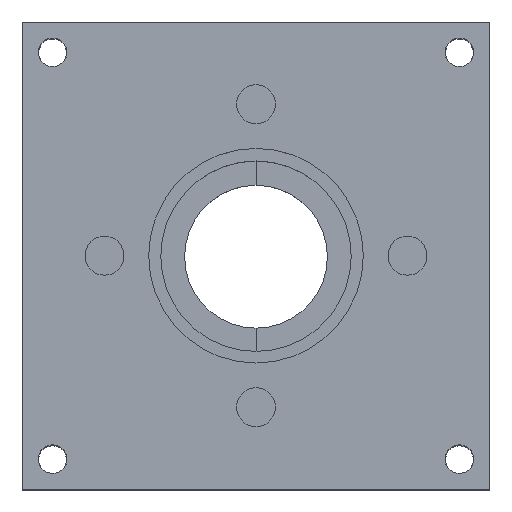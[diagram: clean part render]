
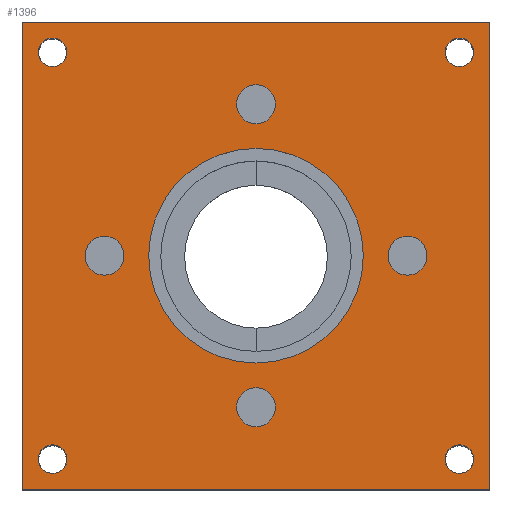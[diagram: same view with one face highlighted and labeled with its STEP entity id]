
A CAD part, top view. The second image highlights one B-rep face of the part: STEP entity #1396.
In plain terms, the highlighted free-form (B-spline) face has degree [1, 1] with [2, 2] control points.
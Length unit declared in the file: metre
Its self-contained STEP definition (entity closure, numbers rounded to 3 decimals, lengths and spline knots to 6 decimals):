
#64=LINE('',#2559,#120);
#68=LINE('',#2570,#124);
#71=LINE('',#2579,#127);
#73=LINE('',#2675,#129);
#120=VECTOR('',#1762,1.);
#124=VECTOR('',#1766,1.);
#127=VECTOR('',#1769,1.);
#129=VECTOR('',#1807,1.);
#155=B_SPLINE_SURFACE_WITH_KNOTS('',1,1,((#2676,#2677),(#2678,#2679)),
 .PLANE_SURF.,.F.,.F.,.F.,(2,2),(2,2),(0.,1.),(0.,1.),.UNSPECIFIED.);
#559=ORIENTED_EDGE('',*,*,#737,.F.);
#560=ORIENTED_EDGE('',*,*,#799,.F.);
#561=ORIENTED_EDGE('',*,*,#741,.F.);
#562=ORIENTED_EDGE('',*,*,#797,.F.);
#563=ORIENTED_EDGE('',*,*,#745,.F.);
#564=ORIENTED_EDGE('',*,*,#795,.F.);
#565=ORIENTED_EDGE('',*,*,#749,.F.);
#566=ORIENTED_EDGE('',*,*,#793,.F.);
#567=ORIENTED_EDGE('',*,*,#753,.F.);
#568=ORIENTED_EDGE('',*,*,#791,.F.);
#569=ORIENTED_EDGE('',*,*,#757,.F.);
#570=ORIENTED_EDGE('',*,*,#789,.F.);
#571=ORIENTED_EDGE('',*,*,#761,.F.);
#572=ORIENTED_EDGE('',*,*,#787,.F.);
#573=ORIENTED_EDGE('',*,*,#765,.F.);
#574=ORIENTED_EDGE('',*,*,#785,.F.);
#575=ORIENTED_EDGE('',*,*,#769,.F.);
#576=ORIENTED_EDGE('',*,*,#783,.F.);
#577=ORIENTED_EDGE('',*,*,#775,.F.);
#578=ORIENTED_EDGE('',*,*,#779,.T.);
#579=ORIENTED_EDGE('',*,*,#782,.T.);
#580=ORIENTED_EDGE('',*,*,#802,.F.);
#737=EDGE_CURVE('',#893,#894,#999,.T.);
#741=EDGE_CURVE('',#897,#898,#1001,.T.);
#745=EDGE_CURVE('',#901,#902,#1003,.T.);
#749=EDGE_CURVE('',#905,#906,#1005,.T.);
#753=EDGE_CURVE('',#909,#910,#1007,.T.);
#757=EDGE_CURVE('',#913,#914,#1009,.T.);
#761=EDGE_CURVE('',#917,#918,#1011,.T.);
#765=EDGE_CURVE('',#921,#922,#1013,.T.);
#769=EDGE_CURVE('',#925,#926,#1015,.T.);
#775=EDGE_CURVE('',#931,#932,#64,.T.);
#779=EDGE_CURVE('',#931,#934,#68,.T.);
#782=EDGE_CURVE('',#934,#936,#71,.T.);
#783=EDGE_CURVE('',#926,#925,#1017,.T.);
#785=EDGE_CURVE('',#922,#921,#1019,.T.);
#787=EDGE_CURVE('',#918,#917,#1021,.T.);
#789=EDGE_CURVE('',#914,#913,#1023,.T.);
#791=EDGE_CURVE('',#910,#909,#1025,.T.);
#793=EDGE_CURVE('',#906,#905,#1027,.T.);
#795=EDGE_CURVE('',#902,#901,#1029,.T.);
#797=EDGE_CURVE('',#898,#897,#1031,.T.);
#799=EDGE_CURVE('',#894,#893,#1033,.T.);
#802=EDGE_CURVE('',#932,#936,#73,.T.);
#893=VERTEX_POINT('',#2397);
#894=VERTEX_POINT('',#2398);
#897=VERTEX_POINT('',#2415);
#898=VERTEX_POINT('',#2416);
#901=VERTEX_POINT('',#2433);
#902=VERTEX_POINT('',#2434);
#905=VERTEX_POINT('',#2451);
#906=VERTEX_POINT('',#2452);
#909=VERTEX_POINT('',#2469);
#910=VERTEX_POINT('',#2470);
#913=VERTEX_POINT('',#2487);
#914=VERTEX_POINT('',#2488);
#917=VERTEX_POINT('',#2505);
#918=VERTEX_POINT('',#2506);
#921=VERTEX_POINT('',#2523);
#922=VERTEX_POINT('',#2524);
#925=VERTEX_POINT('',#2541);
#926=VERTEX_POINT('',#2542);
#931=VERTEX_POINT('',#2558);
#932=VERTEX_POINT('',#2560);
#934=VERTEX_POINT('',#2569);
#936=VERTEX_POINT('',#2578);
#999=CIRCLE('',#1512,0.00165);
#1001=CIRCLE('',#1514,0.00165);
#1003=CIRCLE('',#1516,0.00165);
#1005=CIRCLE('',#1518,0.00165);
#1007=CIRCLE('',#1520,0.00225);
#1009=CIRCLE('',#1522,0.00225);
#1011=CIRCLE('',#1524,0.00225);
#1013=CIRCLE('',#1526,0.00225);
#1015=CIRCLE('',#1528,0.0124);
#1017=CIRCLE('',#1530,0.0124);
#1019=CIRCLE('',#1532,0.00225);
#1021=CIRCLE('',#1534,0.00225);
#1023=CIRCLE('',#1536,0.00225);
#1025=CIRCLE('',#1538,0.00225);
#1027=CIRCLE('',#1540,0.00165);
#1029=CIRCLE('',#1542,0.00165);
#1031=CIRCLE('',#1544,0.00165);
#1033=CIRCLE('',#1546,0.00165);
#1135=EDGE_LOOP('',(#559,#560));
#1136=EDGE_LOOP('',(#561,#562));
#1137=EDGE_LOOP('',(#563,#564));
#1138=EDGE_LOOP('',(#565,#566));
#1139=EDGE_LOOP('',(#567,#568));
#1140=EDGE_LOOP('',(#569,#570));
#1141=EDGE_LOOP('',(#571,#572));
#1142=EDGE_LOOP('',(#573,#574));
#1143=EDGE_LOOP('',(#575,#576));
#1144=EDGE_LOOP('',(#577,#578,#579,#580));
#1255=FACE_BOUND('',#1135,.T.);
#1256=FACE_BOUND('',#1136,.T.);
#1257=FACE_BOUND('',#1137,.T.);
#1258=FACE_BOUND('',#1138,.T.);
#1259=FACE_BOUND('',#1139,.T.);
#1260=FACE_BOUND('',#1140,.T.);
#1261=FACE_BOUND('',#1141,.T.);
#1262=FACE_BOUND('',#1142,.T.);
#1263=FACE_BOUND('',#1143,.T.);
#1264=FACE_BOUND('',#1144,.T.);
#1396=ADVANCED_FACE('',(#1255,#1256,#1257,#1258,#1259,#1260,#1261,#1262,
#1263,#1264),#155,.T.);
#1512=AXIS2_PLACEMENT_3D('',#2396,#1724,#1725);
#1514=AXIS2_PLACEMENT_3D('',#2414,#1728,#1729);
#1516=AXIS2_PLACEMENT_3D('',#2432,#1732,#1733);
#1518=AXIS2_PLACEMENT_3D('',#2450,#1736,#1737);
#1520=AXIS2_PLACEMENT_3D('',#2468,#1740,#1741);
#1522=AXIS2_PLACEMENT_3D('',#2486,#1744,#1745);
#1524=AXIS2_PLACEMENT_3D('',#2504,#1748,#1749);
#1526=AXIS2_PLACEMENT_3D('',#2522,#1752,#1753);
#1528=AXIS2_PLACEMENT_3D('',#2540,#1756,#1757);
#1530=AXIS2_PLACEMENT_3D('',#2588,#1770,#1771);
#1532=AXIS2_PLACEMENT_3D('',#2598,#1774,#1775);
#1534=AXIS2_PLACEMENT_3D('',#2608,#1778,#1779);
#1536=AXIS2_PLACEMENT_3D('',#2618,#1782,#1783);
#1538=AXIS2_PLACEMENT_3D('',#2628,#1786,#1787);
#1540=AXIS2_PLACEMENT_3D('',#2638,#1790,#1791);
#1542=AXIS2_PLACEMENT_3D('',#2648,#1794,#1795);
#1544=AXIS2_PLACEMENT_3D('',#2658,#1798,#1799);
#1546=AXIS2_PLACEMENT_3D('',#2668,#1802,#1803);
#1724=DIRECTION('',(0.,0.,1.));
#1725=DIRECTION('',(1.,0.,0.));
#1728=DIRECTION('',(0.,0.,1.));
#1729=DIRECTION('',(1.,0.,0.));
#1732=DIRECTION('',(0.,0.,1.));
#1733=DIRECTION('',(1.,0.,0.));
#1736=DIRECTION('',(0.,0.,1.));
#1737=DIRECTION('',(1.,0.,0.));
#1740=DIRECTION('',(0.,0.,1.));
#1741=DIRECTION('',(1.,0.,0.));
#1744=DIRECTION('',(0.,0.,1.));
#1745=DIRECTION('',(1.,0.,0.));
#1748=DIRECTION('',(0.,0.,1.));
#1749=DIRECTION('',(1.,0.,0.));
#1752=DIRECTION('',(0.,0.,1.));
#1753=DIRECTION('',(1.,0.,0.));
#1756=DIRECTION('',(0.,0.,1.));
#1757=DIRECTION('',(1.,0.,0.));
#1762=DIRECTION('',(-1.,0.,0.));
#1766=DIRECTION('',(0.,1.,0.));
#1769=DIRECTION('',(-1.,0.,0.));
#1770=DIRECTION('',(0.,0.,1.));
#1771=DIRECTION('',(1.,0.,0.));
#1774=DIRECTION('',(0.,0.,1.));
#1775=DIRECTION('',(1.,0.,0.));
#1778=DIRECTION('',(0.,0.,1.));
#1779=DIRECTION('',(1.,0.,0.));
#1782=DIRECTION('',(0.,0.,1.));
#1783=DIRECTION('',(1.,0.,0.));
#1786=DIRECTION('',(0.,0.,1.));
#1787=DIRECTION('',(1.,0.,0.));
#1790=DIRECTION('',(0.,0.,1.));
#1791=DIRECTION('',(1.,0.,0.));
#1794=DIRECTION('',(0.,0.,1.));
#1795=DIRECTION('',(1.,0.,0.));
#1798=DIRECTION('',(0.,0.,1.));
#1799=DIRECTION('',(1.,0.,0.));
#1802=DIRECTION('',(0.,0.,1.));
#1803=DIRECTION('',(1.,0.,0.));
#1807=DIRECTION('',(0.,1.,0.));
#2396=CARTESIAN_POINT('',(0.0235,0.0235,0.003));
#2397=CARTESIAN_POINT('',(0.02185,0.0235,0.003));
#2398=CARTESIAN_POINT('',(0.02515,0.0235,0.003));
#2414=CARTESIAN_POINT('',(-0.0235,0.0235,0.003));
#2415=CARTESIAN_POINT('',(-0.02515,0.0235,0.003));
#2416=CARTESIAN_POINT('',(-0.02185,0.0235,0.003));
#2432=CARTESIAN_POINT('',(-0.0235,-0.0235,0.003));
#2433=CARTESIAN_POINT('',(-0.02515,-0.0235,0.003));
#2434=CARTESIAN_POINT('',(-0.02185,-0.0235,0.003));
#2450=CARTESIAN_POINT('',(0.0235,-0.0235,0.003));
#2451=CARTESIAN_POINT('',(0.02185,-0.0235,0.003));
#2452=CARTESIAN_POINT('',(0.02515,-0.0235,0.003));
#2468=CARTESIAN_POINT('',(0.0175,0.,0.003));
#2469=CARTESIAN_POINT('',(0.01525,0.,0.003));
#2470=CARTESIAN_POINT('',(0.01975,0.,0.003));
#2486=CARTESIAN_POINT('',(0.,-0.0175,0.003));
#2487=CARTESIAN_POINT('',(-0.00225,-0.0175,0.003));
#2488=CARTESIAN_POINT('',(0.00225,-0.0175,0.003));
#2504=CARTESIAN_POINT('',(-0.0175,0.,0.003));
#2505=CARTESIAN_POINT('',(-0.01975,0.,0.003));
#2506=CARTESIAN_POINT('',(-0.01525,0.,0.003));
#2522=CARTESIAN_POINT('',(0.,0.0175,0.003));
#2523=CARTESIAN_POINT('',(-0.00225,0.0175,0.003));
#2524=CARTESIAN_POINT('',(0.00225,0.0175,0.003));
#2540=CARTESIAN_POINT('',(0.,0.,0.003));
#2541=CARTESIAN_POINT('',(-0.0124,0.,0.003));
#2542=CARTESIAN_POINT('',(0.0124,0.,0.003));
#2558=CARTESIAN_POINT('',(0.027,-0.027,0.003));
#2559=CARTESIAN_POINT('',(0.,-0.027,0.003));
#2560=CARTESIAN_POINT('',(-0.027,-0.027,0.003));
#2569=CARTESIAN_POINT('',(0.027,0.027,0.003));
#2570=CARTESIAN_POINT('',(0.027,0.,0.003));
#2578=CARTESIAN_POINT('',(-0.027,0.027,0.003));
#2579=CARTESIAN_POINT('',(0.,0.027,0.003));
#2588=CARTESIAN_POINT('',(0.,0.,0.003));
#2598=CARTESIAN_POINT('',(0.,0.0175,0.003));
#2608=CARTESIAN_POINT('',(-0.0175,0.,0.003));
#2618=CARTESIAN_POINT('',(0.,-0.0175,0.003));
#2628=CARTESIAN_POINT('',(0.0175,0.,0.003));
#2638=CARTESIAN_POINT('',(0.0235,-0.0235,0.003));
#2648=CARTESIAN_POINT('',(-0.0235,-0.0235,0.003));
#2658=CARTESIAN_POINT('',(-0.0235,0.0235,0.003));
#2668=CARTESIAN_POINT('',(0.0235,0.0235,0.003));
#2675=CARTESIAN_POINT('',(-0.027,0.,0.003));
#2676=CARTESIAN_POINT('',(-0.0297,-0.0297,0.003));
#2677=CARTESIAN_POINT('',(-0.0297,0.0297,0.003));
#2678=CARTESIAN_POINT('',(0.0297,-0.0297,0.003));
#2679=CARTESIAN_POINT('',(0.0297,0.0297,0.003));
